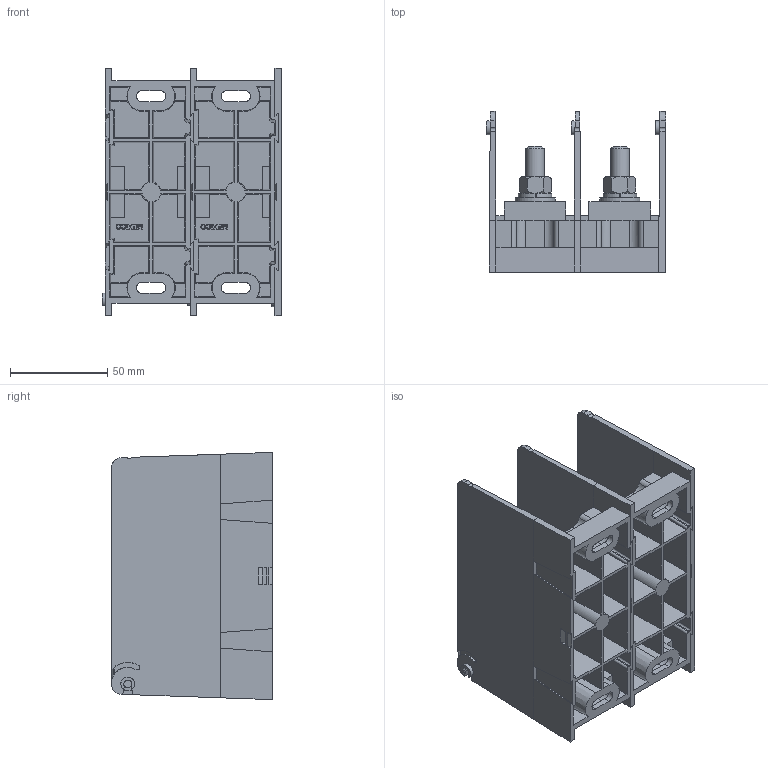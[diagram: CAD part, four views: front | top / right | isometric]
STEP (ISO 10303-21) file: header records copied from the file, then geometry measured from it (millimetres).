
FILE_DESCRIPTION (( 'STEP AP214' ), '1' );
FILE_NAME ('701972rev-2P.STEP', '2013-12-11T17:39:58', ( '' ), ( '' ), 'SwSTEP 2.0', 'SolidWorks 2013', '' );
FILE_SCHEMA (( 'AUTOMOTIVE_DESIGN' ));
Length unit declared in the file: inch
Products named in the file (1): 701972rev-2P
Bounding box: 92.16 x 82.55 x 127.01 mm (x, y, z)
Volume: 216643.2 mm3; surface area: 153857.9 mm2
Topology: 23 solids, 23 shells, 871 faces, 2222 edges, 1444 vertices
Faces by surface type: plane 539, cylinder 184, cone 84, bspline 56, torus 6, sphere 2
Full cylindrical faces by diameter (mm): 4.064 x1, 4.928 x2, 6.909 x2, 7.112 x1, 9.525 x8, 9.576 x8, 10.312 x4, 10.795 x2, 14.097 x4, 20.625 x4
Entity records: 43861 total; most frequent: CARTESIAN_POINT 12308, ORIENTED_EDGE 4304, DIRECTION 3698, EDGE_CURVE 2152, VERTEX_POINT 1432, LINE 1418, VECTOR 1418, AXIS2_PLACEMENT_3D 1140
